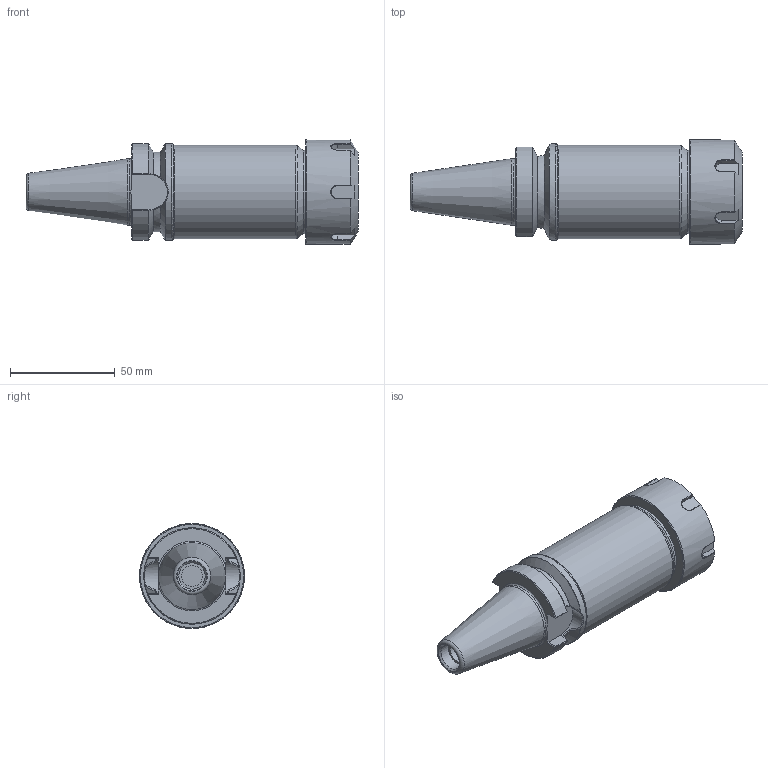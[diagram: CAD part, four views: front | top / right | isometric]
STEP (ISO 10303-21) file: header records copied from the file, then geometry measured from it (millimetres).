
FILE_DESCRIPTION(/* description */ (''),/* implementation_level */ '2;1');
FILE_NAME(/* name */ 'BT30-ER32-110-REV1.stp',/* time_stamp */ '2016-05-19T23:16:10-05:00',/* author */ ('Me'),/* organization */ (''),/* preprocessor_version */ 'ST-DEVELOPER v15.6',/* originating_system */ 'Autodesk Inventor 2015',/* authorisation */ '');
FILE_SCHEMA (('AUTOMOTIVE_DESIGN { 1 0 10303 214 3 1 1 }'));
Length unit declared in the file: inch
Products named in the file (1): BT30-ER32-110-REV1
Bounding box: 158.4 x 50.04 x 50.04 mm (x, y, z)
Volume: 192084.1 mm3; surface area: 25311.6 mm2
Topology: 1 solids, 1 shells, 126 faces, 354 edges, 233 vertices
Faces by surface type: plane 51, bspline 32, cylinder 19, torus 14, cone 10
Full cylindrical faces by diameter (mm): 10.109 x1, 12.5 x1, 31.75 x1, 40 x1, 44.45 x1, 46 x1, 50.038 x1
Entity records: 5348 total; most frequent: CARTESIAN_POINT 2487, ORIENTED_EDGE 662, DIRECTION 400, EDGE_CURVE 331, VERTEX_POINT 227, AXIS2_PLACEMENT_3D 150, EDGE_LOOP 146, B_SPLINE_CURVE_WITH_KNOTS 142
